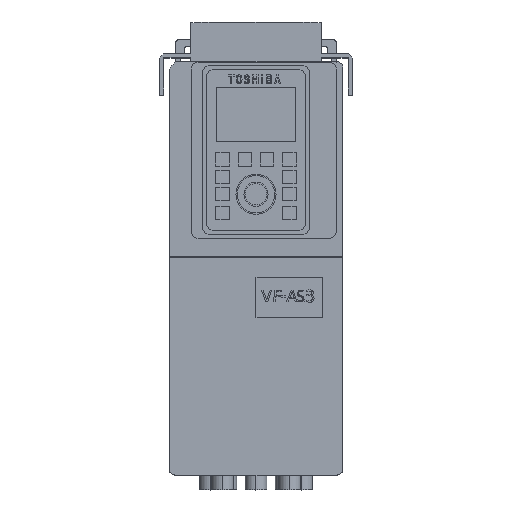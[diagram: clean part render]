
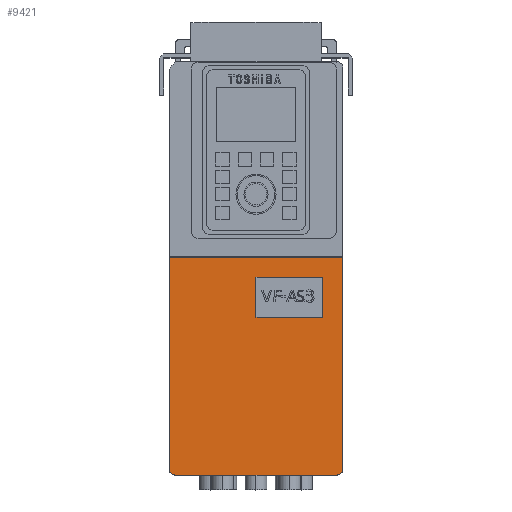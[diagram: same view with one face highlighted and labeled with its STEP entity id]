
A CAD part, top view. The second image highlights one B-rep face of the part: STEP entity #9421.
In plain terms, the highlighted planar face has unit normal (0, 0, 1).
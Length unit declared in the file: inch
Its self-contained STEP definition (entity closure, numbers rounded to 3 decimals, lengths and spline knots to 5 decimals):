
#967 = CARTESIAN_POINT ( 'NONE',  ( 2.3622, -7.10097, 7.71654 ) ) ;
#1074 = CARTESIAN_POINT ( 'NONE',  ( 2.3622, -7.29782, 7.71654 ) ) ;
#1475 = CARTESIAN_POINT ( 'NONE',  ( -2.55512, -7.14014, 7.71654 ) ) ;
#1560 = CARTESIAN_POINT ( 'NONE',  ( 2.55512, -7.29782, 7.71654 ) ) ;
#2646 = ORIENTED_EDGE ( 'NONE', *, *, #15700, .T. ) ;
#2935 = ORIENTED_EDGE ( 'NONE', *, *, #13142, .T. ) ;
#3109 = CARTESIAN_POINT ( 'NONE',  ( 2.55512, -7.14014, 7.71654 ) ) ;
#3328 = VERTEX_POINT ( 'NONE', #7738 ) ;
#3459 = VERTEX_POINT ( 'NONE', #1475 ) ;
#3998 = VERTEX_POINT ( 'NONE', #20532 ) ;
#4037 = CIRCLE ( 'NONE', #12442, 0.19685 ) ;
#4727 = CARTESIAN_POINT ( 'NONE',  ( -2.3622, -7.10097, 7.71654 ) ) ;
#4834 = DIRECTION ( 'NONE',  ( 0., 0., 1. ) ) ;
#5140 = CARTESIAN_POINT ( 'NONE',  ( 2.55512, -0.88443, 7.71654 ) ) ;
#6126 = DIRECTION ( 'NONE',  ( 0., 0., 1. ) ) ;
#6128 = VERTEX_POINT ( 'NONE', #6382 ) ;
#6382 = CARTESIAN_POINT ( 'NONE',  ( 2.55512, -0.88443, 7.71654 ) ) ;
#6596 = DIRECTION ( 'NONE',  ( -0.98, -0.199, 0. ) ) ;
#6809 = DIRECTION ( 'NONE',  ( 1., 0., 0. ) ) ;
#7307 = ORIENTED_EDGE ( 'NONE', *, *, #18910, .T. ) ;
#7738 = CARTESIAN_POINT ( 'NONE',  ( 2.55512, -7.14014, 7.71654 ) ) ;
#8090 = AXIS2_PLACEMENT_3D ( 'NONE', #967, #6126, #12587 ) ;
#8433 = LINE ( 'NONE', #5140, #14590 ) ;
#8509 = LINE ( 'NONE', #16846, #19444 ) ;
#8981 = EDGE_LOOP ( 'NONE', ( #2646, #15287, #2935, #19126, #7307, #9847 ) ) ;
#9421 = ADVANCED_FACE ( 'NONE', ( #15258 ), #13509, .T. ) ;
#9446 = EDGE_CURVE ( 'NONE', #6128, #3328, #13294, .T. ) ;
#9708 = LINE ( 'NONE', #21217, #18849 ) ;
#9847 = ORIENTED_EDGE ( 'NONE', *, *, #14920, .T. ) ;
#10009 = DIRECTION ( 'NONE',  ( 0., -1., 0. ) ) ;
#10722 = CARTESIAN_POINT ( 'NONE',  ( -2.3622, -7.29782, 7.71654 ) ) ;
#11944 = VECTOR ( 'NONE', #10009, 39.37008 ) ;
#12442 = AXIS2_PLACEMENT_3D ( 'NONE', #4727, #4834, #6596 ) ;
#12587 = DIRECTION ( 'NONE',  ( 0., -1., 0. ) ) ;
#13087 = VERTEX_POINT ( 'NONE', #1074 ) ;
#13142 = EDGE_CURVE ( 'NONE', #13087, #3328, #13676, .T. ) ;
#13294 = LINE ( 'NONE', #3109, #11944 ) ;
#13509 = PLANE ( 'NONE',  #17599 ) ;
#13676 = CIRCLE ( 'NONE', #8090, 0.19685 ) ;
#14535 = VERTEX_POINT ( 'NONE', #10722 ) ;
#14590 = VECTOR ( 'NONE', #20615, 39.37008 ) ;
#14920 = EDGE_CURVE ( 'NONE', #3998, #3459, #8509, .T. ) ;
#14939 = DIRECTION ( 'NONE',  ( 0., 1., 0. ) ) ;
#15258 = FACE_OUTER_BOUND ( 'NONE', #8981, .T. ) ;
#15287 = ORIENTED_EDGE ( 'NONE', *, *, #18374, .T. ) ;
#15700 = EDGE_CURVE ( 'NONE', #3459, #14535, #4037, .T. ) ;
#16846 = CARTESIAN_POINT ( 'NONE',  ( -2.55512, -0.88443, 7.71654 ) ) ;
#17599 = AXIS2_PLACEMENT_3D ( 'NONE', #1560, #18138, #14939 ) ;
#18138 = DIRECTION ( 'NONE',  ( 0., 0., 1. ) ) ;
#18374 = EDGE_CURVE ( 'NONE', #14535, #13087, #9708, .T. ) ;
#18849 = VECTOR ( 'NONE', #6809, 39.37008 ) ;
#18910 = EDGE_CURVE ( 'NONE', #6128, #3998, #8433, .T. ) ;
#19126 = ORIENTED_EDGE ( 'NONE', *, *, #9446, .F. ) ;
#19444 = VECTOR ( 'NONE', #20680, 39.37008 ) ;
#20532 = CARTESIAN_POINT ( 'NONE',  ( -2.55512, -0.88443, 7.71654 ) ) ;
#20615 = DIRECTION ( 'NONE',  ( -1., 0., 0. ) ) ;
#20680 = DIRECTION ( 'NONE',  ( 0., -1., 0. ) ) ;
#21217 = CARTESIAN_POINT ( 'NONE',  ( -2.3622, -7.29782, 7.71654 ) ) ;
